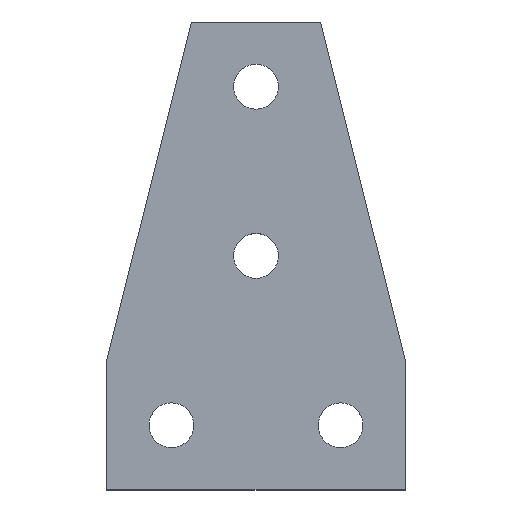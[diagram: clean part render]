
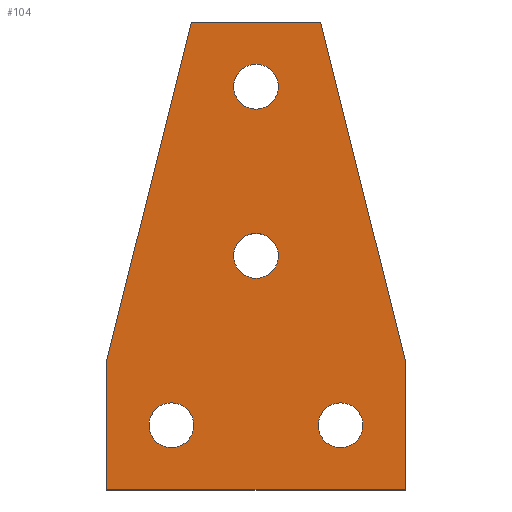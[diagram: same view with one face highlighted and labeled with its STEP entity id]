
A CAD part, top view. The second image highlights one B-rep face of the part: STEP entity #104.
In plain terms, the highlighted planar face has unit normal (0, 0, 1).
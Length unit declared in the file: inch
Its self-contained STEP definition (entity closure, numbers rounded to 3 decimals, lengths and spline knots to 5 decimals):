
#104=ADVANCED_FACE('',(#223,#224,#225,#226,#227),#228,.T.);
#223=FACE_BOUND('',#424,.T.);
#224=FACE_BOUND('',#425,.T.);
#225=FACE_BOUND('',#426,.T.);
#226=FACE_BOUND('',#427,.T.);
#227=FACE_OUTER_BOUND('',#428,.T.);
#228=PLANE('',#429);
#424=EDGE_LOOP('',(#722,#723,#724,#725));
#425=EDGE_LOOP('',(#726,#727,#728,#729));
#426=EDGE_LOOP('',(#730,#731,#732,#733));
#427=EDGE_LOOP('',(#734,#735,#736,#737));
#428=EDGE_LOOP('',(#738,#739,#740,#741,#742,#743));
#429=AXIS2_PLACEMENT_3D('',#744,#745,#746);
#722=ORIENTED_EDGE('',*,*,#900,.F.);
#723=ORIENTED_EDGE('',*,*,#901,.F.);
#724=ORIENTED_EDGE('',*,*,#902,.F.);
#725=ORIENTED_EDGE('',*,*,#903,.F.);
#726=ORIENTED_EDGE('',*,*,#904,.F.);
#727=ORIENTED_EDGE('',*,*,#905,.F.);
#728=ORIENTED_EDGE('',*,*,#906,.F.);
#729=ORIENTED_EDGE('',*,*,#907,.F.);
#730=ORIENTED_EDGE('',*,*,#908,.F.);
#731=ORIENTED_EDGE('',*,*,#909,.F.);
#732=ORIENTED_EDGE('',*,*,#910,.F.);
#733=ORIENTED_EDGE('',*,*,#894,.F.);
#734=ORIENTED_EDGE('',*,*,#885,.F.);
#735=ORIENTED_EDGE('',*,*,#911,.F.);
#736=ORIENTED_EDGE('',*,*,#912,.F.);
#737=ORIENTED_EDGE('',*,*,#890,.F.);
#738=ORIENTED_EDGE('',*,*,#913,.F.);
#739=ORIENTED_EDGE('',*,*,#881,.F.);
#740=ORIENTED_EDGE('',*,*,#876,.F.);
#741=ORIENTED_EDGE('',*,*,#914,.F.);
#742=ORIENTED_EDGE('',*,*,#915,.F.);
#743=ORIENTED_EDGE('',*,*,#916,.F.);
#744=CARTESIAN_POINT('',(0.93657,1.29471,0.125));
#745=DIRECTION('',(0.0,0.0,1.0));
#746=DIRECTION('',(1.0,0.0,0.0));
#876=EDGE_CURVE('',#967,#968,#969,.T.);
#881=EDGE_CURVE('',#968,#976,#977,.T.);
#885=EDGE_CURVE('',#982,#983,#984,.T.);
#890=EDGE_CURVE('',#983,#991,#992,.T.);
#894=EDGE_CURVE('',#997,#998,#999,.T.);
#900=EDGE_CURVE('',#1007,#1008,#1009,.T.);
#901=EDGE_CURVE('',#1010,#1007,#1011,.T.);
#902=EDGE_CURVE('',#1012,#1010,#1013,.T.);
#903=EDGE_CURVE('',#1008,#1012,#1014,.T.);
#904=EDGE_CURVE('',#1015,#1016,#1017,.T.);
#905=EDGE_CURVE('',#1018,#1015,#1019,.T.);
#906=EDGE_CURVE('',#1020,#1018,#1021,.T.);
#907=EDGE_CURVE('',#1016,#1020,#1022,.T.);
#908=EDGE_CURVE('',#1023,#997,#1024,.T.);
#909=EDGE_CURVE('',#1025,#1023,#1026,.T.);
#910=EDGE_CURVE('',#998,#1025,#1027,.T.);
#911=EDGE_CURVE('',#1028,#982,#1029,.T.);
#912=EDGE_CURVE('',#991,#1028,#1030,.T.);
#913=EDGE_CURVE('',#976,#1031,#1032,.T.);
#914=EDGE_CURVE('',#1033,#967,#1034,.T.);
#915=EDGE_CURVE('',#1035,#1033,#1036,.T.);
#916=EDGE_CURVE('',#1031,#1035,#1037,.T.);
#967=VERTEX_POINT('',#1102);
#968=VERTEX_POINT('',#1103);
#969=LINE('',#1104,#1105);
#976=VERTEX_POINT('',#1115);
#977=LINE('',#1116,#1117);
#982=VERTEX_POINT('',#1124);
#983=VERTEX_POINT('',#1125);
#984=B_SPLINE_CURVE_WITH_KNOTS('',3,(#1126,#1127,#1128,#1129),.UNSPECIFIED.,.F.,.F.,(4,4),(0.0,1.0),.UNSPECIFIED.);
#991=VERTEX_POINT('',#1141);
#992=B_SPLINE_CURVE_WITH_KNOTS('',3,(#1142,#1143,#1144,#1145),.UNSPECIFIED.,.F.,.F.,(4,4),(0.0,1.0),.UNSPECIFIED.);
#997=VERTEX_POINT('',#1154);
#998=VERTEX_POINT('',#1155);
#999=B_SPLINE_CURVE_WITH_KNOTS('',3,(#1156,#1157,#1158,#1159),.UNSPECIFIED.,.F.,.F.,(4,4),(0.0,1.0),.UNSPECIFIED.);
#1007=VERTEX_POINT('',#1172);
#1008=VERTEX_POINT('',#1173);
#1009=B_SPLINE_CURVE_WITH_KNOTS('',3,(#1174,#1175,#1176,#1177),.UNSPECIFIED.,.F.,.F.,(4,4),(0.0,1.0),.UNSPECIFIED.);
#1010=VERTEX_POINT('',#1178);
#1011=B_SPLINE_CURVE_WITH_KNOTS('',3,(#1179,#1180,#1181,#1182),.UNSPECIFIED.,.F.,.F.,(4,4),(0.0,1.0),.UNSPECIFIED.);
#1012=VERTEX_POINT('',#1183);
#1013=B_SPLINE_CURVE_WITH_KNOTS('',3,(#1184,#1185,#1186,#1187),.UNSPECIFIED.,.F.,.F.,(4,4),(0.0,1.0),.UNSPECIFIED.);
#1014=B_SPLINE_CURVE_WITH_KNOTS('',3,(#1188,#1189,#1190,#1191),.UNSPECIFIED.,.F.,.F.,(4,4),(0.0,1.0),.UNSPECIFIED.);
#1015=VERTEX_POINT('',#1192);
#1016=VERTEX_POINT('',#1193);
#1017=B_SPLINE_CURVE_WITH_KNOTS('',3,(#1194,#1195,#1196,#1197),.UNSPECIFIED.,.F.,.F.,(4,4),(0.0,1.0),.UNSPECIFIED.);
#1018=VERTEX_POINT('',#1198);
#1019=B_SPLINE_CURVE_WITH_KNOTS('',3,(#1199,#1200,#1201,#1202),.UNSPECIFIED.,.F.,.F.,(4,4),(0.0,1.0),.UNSPECIFIED.);
#1020=VERTEX_POINT('',#1203);
#1021=B_SPLINE_CURVE_WITH_KNOTS('',3,(#1204,#1205,#1206,#1207),.UNSPECIFIED.,.F.,.F.,(4,4),(0.0,1.0),.UNSPECIFIED.);
#1022=B_SPLINE_CURVE_WITH_KNOTS('',3,(#1208,#1209,#1210,#1211),.UNSPECIFIED.,.F.,.F.,(4,4),(0.0,1.0),.UNSPECIFIED.);
#1023=VERTEX_POINT('',#1212);
#1024=B_SPLINE_CURVE_WITH_KNOTS('',3,(#1213,#1214,#1215,#1216),.UNSPECIFIED.,.F.,.F.,(4,4),(0.0,1.0),.UNSPECIFIED.);
#1025=VERTEX_POINT('',#1217);
#1026=B_SPLINE_CURVE_WITH_KNOTS('',3,(#1218,#1219,#1220,#1221),.UNSPECIFIED.,.F.,.F.,(4,4),(0.0,1.0),.UNSPECIFIED.);
#1027=B_SPLINE_CURVE_WITH_KNOTS('',3,(#1222,#1223,#1224,#1225),.UNSPECIFIED.,.F.,.F.,(4,4),(0.0,1.0),.UNSPECIFIED.);
#1028=VERTEX_POINT('',#1226);
#1029=B_SPLINE_CURVE_WITH_KNOTS('',3,(#1227,#1228,#1229,#1230),.UNSPECIFIED.,.F.,.F.,(4,4),(0.0,1.0),.UNSPECIFIED.);
#1030=B_SPLINE_CURVE_WITH_KNOTS('',3,(#1231,#1232,#1233,#1234),.UNSPECIFIED.,.F.,.F.,(4,4),(0.0,1.0),.UNSPECIFIED.);
#1031=VERTEX_POINT('',#1235);
#1032=LINE('',#1236,#1237);
#1033=VERTEX_POINT('',#1238);
#1034=LINE('',#1239,#1240);
#1035=VERTEX_POINT('',#1241);
#1036=LINE('',#1242,#1243);
#1037=LINE('',#1244,#1245);
#1102=CARTESIAN_POINT('',(1.87315,0.813,0.125));
#1103=CARTESIAN_POINT('',(1.87315,0.0,0.125));
#1104=CARTESIAN_POINT('',(1.87315,0.813,0.125));
#1105=VECTOR('',#1366,1.0);
#1115=CARTESIAN_POINT('',(0.0,0.0,0.125));
#1116=CARTESIAN_POINT('',(1.87315,0.0,0.125));
#1117=VECTOR('',#1370,1.0);
#1124=CARTESIAN_POINT('',(1.60778,0.40584,0.125));
#1125=CARTESIAN_POINT('',(1.46731,0.54635,0.125));
#1126=CARTESIAN_POINT('',(1.60778,0.40584,0.125));
#1127=CARTESIAN_POINT('',(1.60778,0.48344,0.125));
#1128=CARTESIAN_POINT('',(1.54487,0.54635,0.125));
#1129=CARTESIAN_POINT('',(1.46731,0.54635,0.125));
#1141=CARTESIAN_POINT('',(1.32682,0.40584,0.125));
#1142=CARTESIAN_POINT('',(1.46731,0.54635,0.125));
#1143=CARTESIAN_POINT('',(1.38971,0.54635,0.125));
#1144=CARTESIAN_POINT('',(1.32682,0.48344,0.125));
#1145=CARTESIAN_POINT('',(1.32682,0.40584,0.125));
#1154=CARTESIAN_POINT('',(0.93657,2.67054,0.125));
#1155=CARTESIAN_POINT('',(0.79609,2.53005,0.125));
#1156=CARTESIAN_POINT('',(0.93657,2.67054,0.125));
#1157=CARTESIAN_POINT('',(0.85899,2.67054,0.125));
#1158=CARTESIAN_POINT('',(0.79609,2.60764,0.125));
#1159=CARTESIAN_POINT('',(0.79609,2.53005,0.125));
#1172=CARTESIAN_POINT('',(1.07706,1.4686,0.125));
#1173=CARTESIAN_POINT('',(0.93657,1.60909,0.125));
#1174=CARTESIAN_POINT('',(1.07706,1.4686,0.125));
#1175=CARTESIAN_POINT('',(1.07706,1.54619,0.125));
#1176=CARTESIAN_POINT('',(1.01417,1.60909,0.125));
#1177=CARTESIAN_POINT('',(0.93657,1.60909,0.125));
#1178=CARTESIAN_POINT('',(0.93657,1.32813,0.125));
#1179=CARTESIAN_POINT('',(0.93657,1.32813,0.125));
#1180=CARTESIAN_POINT('',(1.01417,1.32813,0.125));
#1181=CARTESIAN_POINT('',(1.07706,1.39102,0.125));
#1182=CARTESIAN_POINT('',(1.07706,1.4686,0.125));
#1183=CARTESIAN_POINT('',(0.79609,1.4686,0.125));
#1184=CARTESIAN_POINT('',(0.79609,1.4686,0.125));
#1185=CARTESIAN_POINT('',(0.79609,1.39102,0.125));
#1186=CARTESIAN_POINT('',(0.85899,1.32813,0.125));
#1187=CARTESIAN_POINT('',(0.93657,1.32813,0.125));
#1188=CARTESIAN_POINT('',(0.93657,1.60909,0.125));
#1189=CARTESIAN_POINT('',(0.85899,1.60909,0.125));
#1190=CARTESIAN_POINT('',(0.79609,1.54619,0.125));
#1191=CARTESIAN_POINT('',(0.79609,1.4686,0.125));
#1192=CARTESIAN_POINT('',(0.54633,0.40584,0.125));
#1193=CARTESIAN_POINT('',(0.40585,0.54635,0.125));
#1194=CARTESIAN_POINT('',(0.54633,0.40584,0.125));
#1195=CARTESIAN_POINT('',(0.54633,0.48344,0.125));
#1196=CARTESIAN_POINT('',(0.48343,0.54635,0.125));
#1197=CARTESIAN_POINT('',(0.40585,0.54635,0.125));
#1198=CARTESIAN_POINT('',(0.40585,0.26537,0.125));
#1199=CARTESIAN_POINT('',(0.40585,0.26537,0.125));
#1200=CARTESIAN_POINT('',(0.48343,0.26537,0.125));
#1201=CARTESIAN_POINT('',(0.54633,0.32826,0.125));
#1202=CARTESIAN_POINT('',(0.54633,0.40584,0.125));
#1203=CARTESIAN_POINT('',(0.26537,0.40584,0.125));
#1204=CARTESIAN_POINT('',(0.26537,0.40584,0.125));
#1205=CARTESIAN_POINT('',(0.26537,0.32826,0.125));
#1206=CARTESIAN_POINT('',(0.32826,0.26537,0.125));
#1207=CARTESIAN_POINT('',(0.40585,0.26537,0.125));
#1208=CARTESIAN_POINT('',(0.40585,0.54635,0.125));
#1209=CARTESIAN_POINT('',(0.32826,0.54635,0.125));
#1210=CARTESIAN_POINT('',(0.26537,0.48344,0.125));
#1211=CARTESIAN_POINT('',(0.26537,0.40584,0.125));
#1212=CARTESIAN_POINT('',(1.07706,2.53005,0.125));
#1213=CARTESIAN_POINT('',(1.07706,2.53005,0.125));
#1214=CARTESIAN_POINT('',(1.07706,2.60764,0.125));
#1215=CARTESIAN_POINT('',(1.01417,2.67054,0.125));
#1216=CARTESIAN_POINT('',(0.93657,2.67054,0.125));
#1217=CARTESIAN_POINT('',(0.93657,2.38957,0.125));
#1218=CARTESIAN_POINT('',(0.93657,2.38957,0.125));
#1219=CARTESIAN_POINT('',(1.01417,2.38957,0.125));
#1220=CARTESIAN_POINT('',(1.07706,2.45246,0.125));
#1221=CARTESIAN_POINT('',(1.07706,2.53005,0.125));
#1222=CARTESIAN_POINT('',(0.79609,2.53005,0.125));
#1223=CARTESIAN_POINT('',(0.79609,2.45246,0.125));
#1224=CARTESIAN_POINT('',(0.85899,2.38957,0.125));
#1225=CARTESIAN_POINT('',(0.93657,2.38957,0.125));
#1226=CARTESIAN_POINT('',(1.46731,0.26537,0.125));
#1227=CARTESIAN_POINT('',(1.46731,0.26537,0.125));
#1228=CARTESIAN_POINT('',(1.54487,0.26537,0.125));
#1229=CARTESIAN_POINT('',(1.60778,0.32826,0.125));
#1230=CARTESIAN_POINT('',(1.60778,0.40584,0.125));
#1231=CARTESIAN_POINT('',(1.32682,0.40584,0.125));
#1232=CARTESIAN_POINT('',(1.32682,0.32826,0.125));
#1233=CARTESIAN_POINT('',(1.38971,0.26537,0.125));
#1234=CARTESIAN_POINT('',(1.46731,0.26537,0.125));
#1235=CARTESIAN_POINT('',(0.0,0.813,0.125));
#1236=CARTESIAN_POINT('',(0.0,0.0,0.125));
#1237=VECTOR('',#1378,1.0);
#1238=CARTESIAN_POINT('',(1.34241,2.93591,0.125));
#1239=CARTESIAN_POINT('',(1.34241,2.93591,0.125));
#1240=VECTOR('',#1379,1.0);
#1241=CARTESIAN_POINT('',(0.53073,2.93591,0.125));
#1242=CARTESIAN_POINT('',(0.53073,2.93591,0.125));
#1243=VECTOR('',#1380,1.0);
#1244=CARTESIAN_POINT('',(0.0,0.813,0.125));
#1245=VECTOR('',#1381,1.0);
#1366=DIRECTION('',(0.0,-1.0,0.0));
#1370=DIRECTION('',(-1.0,0.0,0.0));
#1378=DIRECTION('',(0.0,1.0,0.0));
#1379=DIRECTION('',(0.243,-0.97,0.0));
#1380=DIRECTION('',(1.0,0.0,0.0));
#1381=DIRECTION('',(0.243,0.97,0.0));
